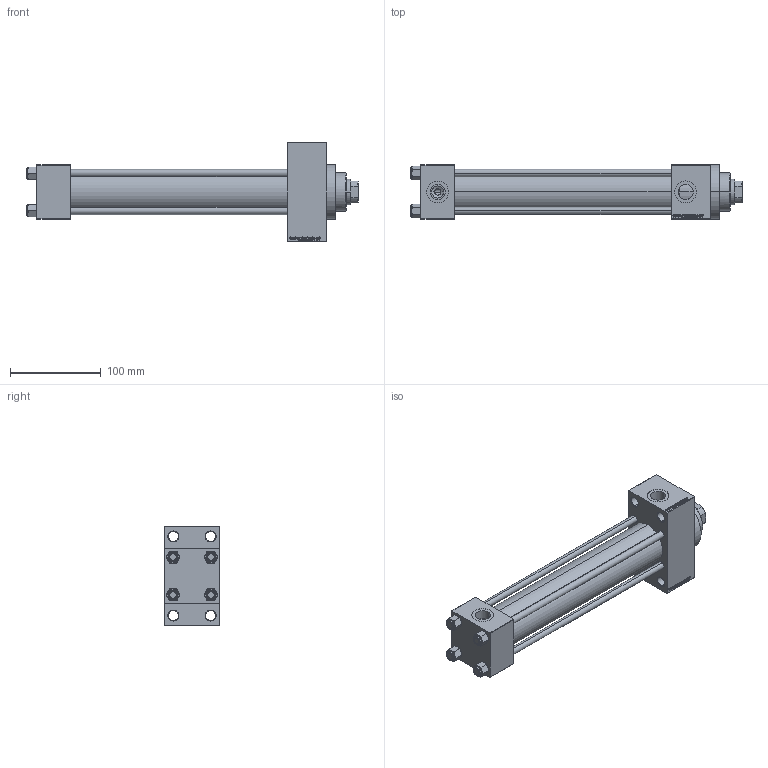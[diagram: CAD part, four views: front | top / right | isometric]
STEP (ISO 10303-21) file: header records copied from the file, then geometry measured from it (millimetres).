
FILE_DESCRIPTION (( 'STEP AP203' ), '1' );
FILE_NAME ('6356.STEP', '2022-04-14T15:48:43', ( '' ), ( '' ), 'SwSTEP 2.0', 'SolidWorks 2019', '' );
FILE_SCHEMA (( 'CONFIG_CONTROL_DESIGN' ));
Length unit declared in the file: millimetre
Products named in the file (6): V215CR_D_TYCINKA e9bd9278b637487b5d2dec2abaf12b3c; 6356; V215CR_VCP_D e9bd9278b637487b5d2dec2abaf12b3c; V215_VC_A e9bd9278b637487b5d2dec2abaf12b3c; NUT_M5_D e9bd9278b637487b5d2dec2abaf12b3c; V215CR_D_Body e9bd9278b637487b5d2dec2abaf12b3c
Assembly tree (11 placements, depth 2):
  6356
    V215CR_D_Body e9bd9278b637487b5d2dec2abaf12b3c
    V215CR_VCP_D e9bd9278b637487b5d2dec2abaf12b3c
    NUT_M5_D e9bd9278b637487b5d2dec2abaf12b3c  x4
    V215CR_D_TYCINKA e9bd9278b637487b5d2dec2abaf12b3c  x4
    V215_VC_A e9bd9278b637487b5d2dec2abaf12b3c
Bounding box: 365 x 60 x 109 mm (x, y, z)
Volume: 748639.1 mm3; surface area: 211636.8 mm2
Topology: 11 solids, 11 shells, 1114 faces, 2779 edges, 1797 vertices
Faces by surface type: plane 502, bspline 368, cone 144, cylinder 92, torus 8
Entity records: 47541 total; most frequent: CARTESIAN_POINT 25123, ORIENTED_EDGE 5050, DIRECTION 3261, EDGE_CURVE 2525, VERTEX_POINT 1653, VECTOR 1511, LINE 1511, EDGE_LOOP 1124
